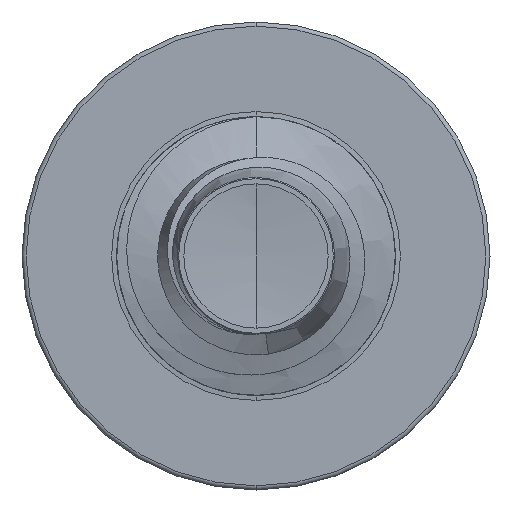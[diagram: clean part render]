
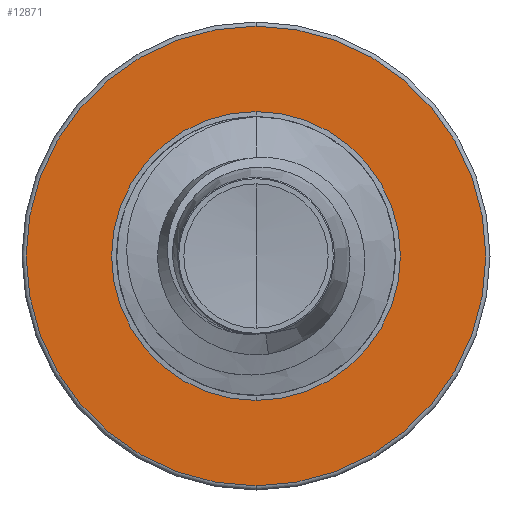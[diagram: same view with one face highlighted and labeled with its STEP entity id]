
A CAD part, front view. The second image highlights one B-rep face of the part: STEP entity #12871.
In plain terms, the highlighted planar face has unit normal (0, -1, 0).
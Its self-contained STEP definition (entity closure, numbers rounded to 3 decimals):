
#166 = DIRECTION ( 'NONE',  ( 0., 0., 1. ) ) ;
#746 = AXIS2_PLACEMENT_3D ( 'NONE', #13138, #6221, #13955 ) ;
#1074 = DIRECTION ( 'NONE',  ( 0., 0., 1. ) ) ;
#1087 = DIRECTION ( 'NONE',  ( 0., 1., 0. ) ) ;
#1089 = CARTESIAN_POINT ( 'NONE',  ( 0., 7., 0. ) ) ;
#1230 = CIRCLE ( 'NONE', #746, 2.063 ) ;
#1233 = DIRECTION ( 'NONE',  ( 0., 0., 1. ) ) ;
#1532 = EDGE_LOOP ( 'NONE', ( #3219, #3716 ) ) ;
#3003 = CIRCLE ( 'NONE', #13001, 2.063 ) ;
#3197 = EDGE_CURVE ( 'NONE', #4767, #10881, #15115, .T. ) ;
#3219 = ORIENTED_EDGE ( 'NONE', *, *, #3197, .T. ) ;
#3239 = FACE_BOUND ( 'NONE', #1532, .T. ) ;
#3716 = ORIENTED_EDGE ( 'NONE', *, *, #14847, .T. ) ;
#4705 = ORIENTED_EDGE ( 'NONE', *, *, #11927, .F. ) ;
#4767 = VERTEX_POINT ( 'NONE', #11239 ) ;
#4896 = ORIENTED_EDGE ( 'NONE', *, *, #14058, .F. ) ;
#4921 = CIRCLE ( 'NONE', #13339, 1.296 ) ;
#5334 = CARTESIAN_POINT ( 'NONE',  ( 0., 7., 0. ) ) ;
#6221 = DIRECTION ( 'NONE',  ( 0., 1., 0. ) ) ;
#6665 = DIRECTION ( 'NONE',  ( 0., 0., 1. ) ) ;
#7922 = PLANE ( 'NONE',  #13196 ) ;
#8226 = DIRECTION ( 'NONE',  ( 0., 1., 0. ) ) ;
#9178 = DIRECTION ( 'NONE',  ( 0., 1., 0. ) ) ;
#9246 = VERTEX_POINT ( 'NONE', #12319 ) ;
#9309 = FACE_OUTER_BOUND ( 'NONE', #14111, .T. ) ;
#9439 = VERTEX_POINT ( 'NONE', #12569 ) ;
#10881 = VERTEX_POINT ( 'NONE', #15062 ) ;
#11239 = CARTESIAN_POINT ( 'NONE',  ( 0., 7., 1.296 ) ) ;
#11927 = EDGE_CURVE ( 'NONE', #9246, #9439, #1230, .T. ) ;
#12319 = CARTESIAN_POINT ( 'NONE',  ( 0., 7., 2.063 ) ) ;
#12569 = CARTESIAN_POINT ( 'NONE',  ( 0., 7., -2.062 ) ) ;
#12871 = ADVANCED_FACE ( 'NONE', ( #9309, #3239 ), #7922, .F. ) ;
#13001 = AXIS2_PLACEMENT_3D ( 'NONE', #14460, #8226, #166 ) ;
#13138 = CARTESIAN_POINT ( 'NONE',  ( 0., 7., 0. ) ) ;
#13196 = AXIS2_PLACEMENT_3D ( 'NONE', #14196, #9178, #1233 ) ;
#13322 = AXIS2_PLACEMENT_3D ( 'NONE', #1089, #1087, #1074 ) ;
#13339 = AXIS2_PLACEMENT_3D ( 'NONE', #5334, #13404, #6665 ) ;
#13404 = DIRECTION ( 'NONE',  ( 0., 1., 0. ) ) ;
#13955 = DIRECTION ( 'NONE',  ( 0., 0., 1. ) ) ;
#14058 = EDGE_CURVE ( 'NONE', #9439, #9246, #3003, .T. ) ;
#14111 = EDGE_LOOP ( 'NONE', ( #4705, #4896 ) ) ;
#14196 = CARTESIAN_POINT ( 'NONE',  ( 0., 7., -1.296 ) ) ;
#14460 = CARTESIAN_POINT ( 'NONE',  ( 0., 7., 0. ) ) ;
#14847 = EDGE_CURVE ( 'NONE', #10881, #4767, #4921, .T. ) ;
#15062 = CARTESIAN_POINT ( 'NONE',  ( 0., 7., -1.296 ) ) ;
#15115 = CIRCLE ( 'NONE', #13322, 1.296 ) ;
